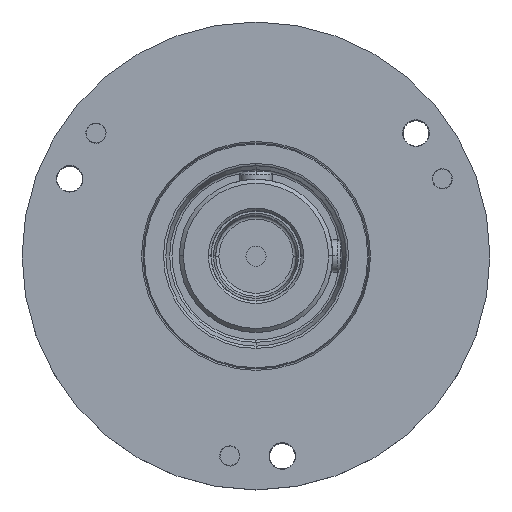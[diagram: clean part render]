
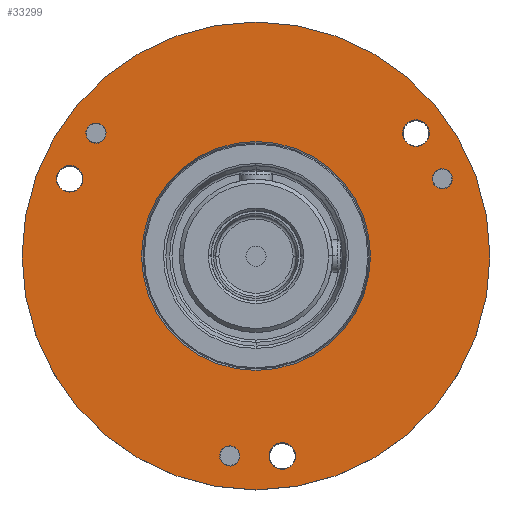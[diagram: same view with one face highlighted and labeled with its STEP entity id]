
A CAD part, top view. The second image highlights one B-rep face of the part: STEP entity #33299.
In plain terms, the highlighted planar face has unit normal (0, 0, 1).
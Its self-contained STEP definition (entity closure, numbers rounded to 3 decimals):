
#10808=CARTESIAN_POINT('',(0.,0.,18.));
#10809=DIRECTION('',(0.,0.,-1.));
#10810=DIRECTION('',(1.,0.,0.));
#10811=AXIS2_PLACEMENT_3D('',#10808,#10809,#10810);
#10818=CARTESIAN_POINT('',(0.,0.,18.));
#10819=DIRECTION('',(0.,0.,1.));
#10820=DIRECTION('',(1.,0.,0.));
#10821=AXIS2_PLACEMENT_3D('',#10818,#10819,#10820);
#10823=CARTESIAN_POINT('',(0.,0.,18.));
#10824=DIRECTION('',(0.,0.,1.));
#10825=DIRECTION('',(-1.,0.,0.));
#10826=AXIS2_PLACEMENT_3D('',#10823,#10824,#10825);
#10828=CARTESIAN_POINT('',(-19.834,15.219,18.));
#10829=DIRECTION('',(0.,0.,-1.));
#10830=DIRECTION('',(-0.793,0.609,0.));
#10831=AXIS2_PLACEMENT_3D('',#10828,#10829,#10830);
#10833=CARTESIAN_POINT('',(-19.834,15.219,18.));
#10834=DIRECTION('',(0.,0.,-1.));
#10835=DIRECTION('',(0.793,-0.609,0.));
#10836=AXIS2_PLACEMENT_3D('',#10833,#10834,#10835);
#10838=CARTESIAN_POINT('',(-3.263,-24.786,18.));
#10839=DIRECTION('',(0.,0.,-1.));
#10840=DIRECTION('',(-0.131,-0.991,0.));
#10841=AXIS2_PLACEMENT_3D('',#10838,#10839,#10840);
#10843=CARTESIAN_POINT('',(-3.263,-24.786,18.));
#10844=DIRECTION('',(0.,0.,-1.));
#10845=DIRECTION('',(0.131,0.991,0.));
#10846=AXIS2_PLACEMENT_3D('',#10843,#10844,#10845);
#10848=CARTESIAN_POINT('',(23.097,9.567,18.));
#10849=DIRECTION('',(0.,0.,-1.));
#10850=DIRECTION('',(0.924,0.383,0.));
#10851=AXIS2_PLACEMENT_3D('',#10848,#10849,#10850);
#10853=CARTESIAN_POINT('',(23.097,9.567,18.));
#10854=DIRECTION('',(0.,0.,-1.));
#10855=DIRECTION('',(-0.924,-0.383,0.));
#10856=AXIS2_PLACEMENT_3D('',#10853,#10854,#10855);
#10858=CARTESIAN_POINT('',(3.263,-24.786,18.));
#10859=DIRECTION('',(0.,0.,1.));
#10860=DIRECTION('',(0.,-1.,0.));
#10861=AXIS2_PLACEMENT_3D('',#10858,#10859,#10860);
#10863=CARTESIAN_POINT('',(3.263,-24.786,18.));
#10864=DIRECTION('',(0.,0.,1.));
#10865=DIRECTION('',(0.,1.,0.));
#10866=AXIS2_PLACEMENT_3D('',#10863,#10864,#10865);
#10868=CARTESIAN_POINT('',(19.834,15.219,18.));
#10869=DIRECTION('',(0.,0.,1.));
#10870=DIRECTION('',(0.,-1.,0.));
#10871=AXIS2_PLACEMENT_3D('',#10868,#10869,#10870);
#10873=CARTESIAN_POINT('',(19.834,15.219,18.));
#10874=DIRECTION('',(0.,0.,1.));
#10875=DIRECTION('',(0.,1.,0.));
#10876=AXIS2_PLACEMENT_3D('',#10873,#10874,#10875);
#10878=CARTESIAN_POINT('',(-23.097,9.567,18.));
#10879=DIRECTION('',(0.,0.,1.));
#10880=DIRECTION('',(0.,-1.,0.));
#10881=AXIS2_PLACEMENT_3D('',#10878,#10879,#10880);
#10883=CARTESIAN_POINT('',(-23.097,9.567,18.));
#10884=DIRECTION('',(0.,0.,1.));
#10885=DIRECTION('',(0.,1.,0.));
#10886=AXIS2_PLACEMENT_3D('',#10883,#10884,#10885);
#15281=CARTESIAN_POINT('',(0.,0.,18.));
#15282=DIRECTION('',(0.,0.,-1.));
#15283=DIRECTION('',(-1.,0.,0.));
#15284=AXIS2_PLACEMENT_3D('',#15281,#15282,#15283);
#17072=CARTESIAN_POINT('',(29.,0.,18.));
#17073=CARTESIAN_POINT('',(-29.,0.,18.));
#17074=VERTEX_POINT('',#17072);
#17075=VERTEX_POINT('',#17073);
#17160=CARTESIAN_POINT('',(-20.826,15.98,18.));
#17161=CARTESIAN_POINT('',(-18.842,14.458,18.));
#17162=VERTEX_POINT('',#17160);
#17163=VERTEX_POINT('',#17161);
#17164=CARTESIAN_POINT('',(-3.426,-26.025,18.));
#17165=CARTESIAN_POINT('',(-3.1,-23.547,18.));
#17166=VERTEX_POINT('',#17164);
#17167=VERTEX_POINT('',#17165);
#17168=CARTESIAN_POINT('',(24.252,10.045,18.));
#17169=CARTESIAN_POINT('',(21.942,9.089,18.));
#17170=VERTEX_POINT('',#17168);
#17171=VERTEX_POINT('',#17169);
#17270=CARTESIAN_POINT('',(14.188,0.,18.));
#17271=CARTESIAN_POINT('',(-14.188,0.,18.));
#17272=VERTEX_POINT('',#17270);
#17273=VERTEX_POINT('',#17271);
#17458=CARTESIAN_POINT('',(3.263,-26.436,18.));
#17459=CARTESIAN_POINT('',(3.263,-23.136,18.));
#17460=VERTEX_POINT('',#17458);
#17461=VERTEX_POINT('',#17459);
#17466=CARTESIAN_POINT('',(19.834,13.569,18.));
#17467=CARTESIAN_POINT('',(19.834,16.869,18.));
#17468=VERTEX_POINT('',#17466);
#17469=VERTEX_POINT('',#17467);
#17474=CARTESIAN_POINT('',(-23.097,7.917,18.));
#17475=CARTESIAN_POINT('',(-23.097,11.217,18.));
#17476=VERTEX_POINT('',#17474);
#17477=VERTEX_POINT('',#17475);
#33247=CARTESIAN_POINT('',(0.,0.,18.));
#33248=DIRECTION('',(0.,0.,1.));
#33249=DIRECTION('',(1.,0.,0.));
#33250=AXIS2_PLACEMENT_3D('',#33247,#33248,#33249);
#33251=PLANE('',#33250);
#33253=ORIENTED_EDGE('',*,*,#33252,.F.);
#33255=ORIENTED_EDGE('',*,*,#33254,.F.);
#33256=EDGE_LOOP('',(#33253,#33255));
#33257=FACE_OUTER_BOUND('',#33256,.F.);
#33259=ORIENTED_EDGE('',*,*,#33258,.F.);
#33260=ORIENTED_EDGE('',*,*,#33237,.F.);
#33261=EDGE_LOOP('',(#33259,#33260));
#33262=FACE_BOUND('',#33261,.F.);
#33264=ORIENTED_EDGE('',*,*,#33263,.F.);
#33266=ORIENTED_EDGE('',*,*,#33265,.F.);
#33267=EDGE_LOOP('',(#33264,#33266));
#33268=FACE_BOUND('',#33267,.F.);
#33270=ORIENTED_EDGE('',*,*,#33269,.F.);
#33272=ORIENTED_EDGE('',*,*,#33271,.F.);
#33273=EDGE_LOOP('',(#33270,#33272));
#33274=FACE_BOUND('',#33273,.F.);
#33276=ORIENTED_EDGE('',*,*,#33275,.F.);
#33278=ORIENTED_EDGE('',*,*,#33277,.F.);
#33279=EDGE_LOOP('',(#33276,#33278));
#33280=FACE_BOUND('',#33279,.F.);
#33282=ORIENTED_EDGE('',*,*,#33281,.T.);
#33284=ORIENTED_EDGE('',*,*,#33283,.T.);
#33285=EDGE_LOOP('',(#33282,#33284));
#33286=FACE_BOUND('',#33285,.F.);
#33288=ORIENTED_EDGE('',*,*,#33287,.T.);
#33290=ORIENTED_EDGE('',*,*,#33289,.T.);
#33291=EDGE_LOOP('',(#33288,#33290));
#33292=FACE_BOUND('',#33291,.F.);
#33294=ORIENTED_EDGE('',*,*,#33293,.T.);
#33296=ORIENTED_EDGE('',*,*,#33295,.T.);
#33297=EDGE_LOOP('',(#33294,#33296));
#33298=FACE_BOUND('',#33297,.F.);
#10812=CIRCLE('',#10811,14.188);
#10822=CIRCLE('',#10821,29.);
#10827=CIRCLE('',#10826,29.);
#10832=CIRCLE('',#10831,1.25);
#10837=CIRCLE('',#10836,1.25);
#10842=CIRCLE('',#10841,1.25);
#10847=CIRCLE('',#10846,1.25);
#10852=CIRCLE('',#10851,1.25);
#10857=CIRCLE('',#10856,1.25);
#10862=CIRCLE('',#10861,1.65);
#10867=CIRCLE('',#10866,1.65);
#10872=CIRCLE('',#10871,1.65);
#10877=CIRCLE('',#10876,1.65);
#10882=CIRCLE('',#10881,1.65);
#10887=CIRCLE('',#10886,1.65);
#15285=CIRCLE('',#15284,14.188);
#33237=EDGE_CURVE('',#17272,#17273,#10812,.T.);
#33252=EDGE_CURVE('',#17074,#17075,#10822,.T.);
#33254=EDGE_CURVE('',#17075,#17074,#10827,.T.);
#33258=EDGE_CURVE('',#17273,#17272,#15285,.T.);
#33263=EDGE_CURVE('',#17162,#17163,#10832,.T.);
#33265=EDGE_CURVE('',#17163,#17162,#10837,.T.);
#33269=EDGE_CURVE('',#17166,#17167,#10842,.T.);
#33271=EDGE_CURVE('',#17167,#17166,#10847,.T.);
#33275=EDGE_CURVE('',#17170,#17171,#10852,.T.);
#33277=EDGE_CURVE('',#17171,#17170,#10857,.T.);
#33281=EDGE_CURVE('',#17460,#17461,#10862,.T.);
#33283=EDGE_CURVE('',#17461,#17460,#10867,.T.);
#33287=EDGE_CURVE('',#17468,#17469,#10872,.T.);
#33289=EDGE_CURVE('',#17469,#17468,#10877,.T.);
#33293=EDGE_CURVE('',#17476,#17477,#10882,.T.);
#33295=EDGE_CURVE('',#17477,#17476,#10887,.T.);
#33299=ADVANCED_FACE('',(#33257,#33262,#33268,#33274,#33280,#33286,#33292,
#33298),#33251,.T.);
